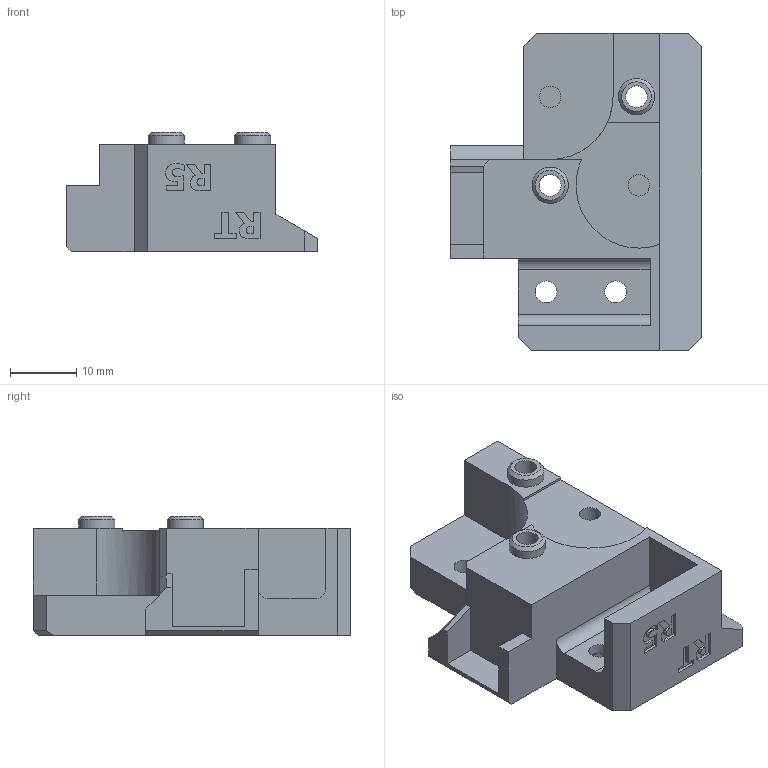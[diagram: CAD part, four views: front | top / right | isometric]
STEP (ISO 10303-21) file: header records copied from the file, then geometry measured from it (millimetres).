
FILE_DESCRIPTION(/* description */ (''),/* implementation_level */ '2;1');
FILE_NAME(/* name */ 'y-carriage-right-top.stp',/* time_stamp */ '2023-12-19T13:13:42+01:00',/* author */ ('Dominik Tebich'),/* organization */ (''),/* preprocessor_version */ 'ST-DEVELOPER v19.2',/* originating_system */ 'Autodesk Inventor 2023',/* authorisation */ '');
FILE_SCHEMA (('AUTOMOTIVE_DESIGN { 1 0 10303 214 3 1 1 }'));
Length unit declared in the file: millimetre
Products named in the file (1): y-carriage-right-top_R5
Bounding box: 38 x 48 x 18.05 mm (x, y, z)
Volume: 13858.1 mm3; surface area: 6504.4 mm2
Topology: 1 solids, 1 shells, 179 faces, 477 edges, 310 vertices
Faces by surface type: plane 134, bspline 27, cylinder 16, cone 2
Full cylindrical faces by diameter (mm): 3.25 x2, 3.3 x4, 5.5 x2, 5.85 x4
Entity records: 5705 total; most frequent: CARTESIAN_POINT 1318, ORIENTED_EDGE 954, DIRECTION 794, EDGE_CURVE 477, LINE 358, VECTOR 358, VERTEX_POINT 310, AXIS2_PLACEMENT_3D 218
